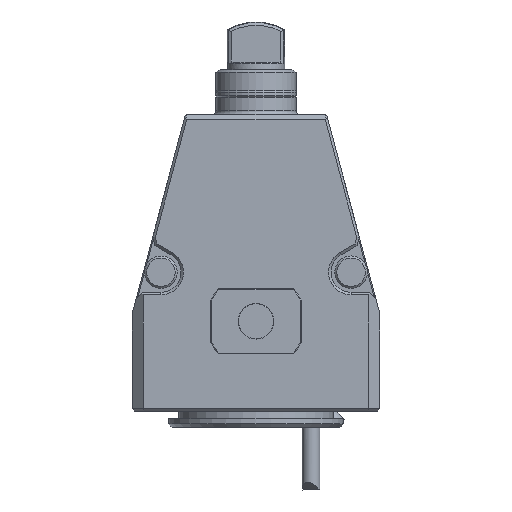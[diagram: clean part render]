
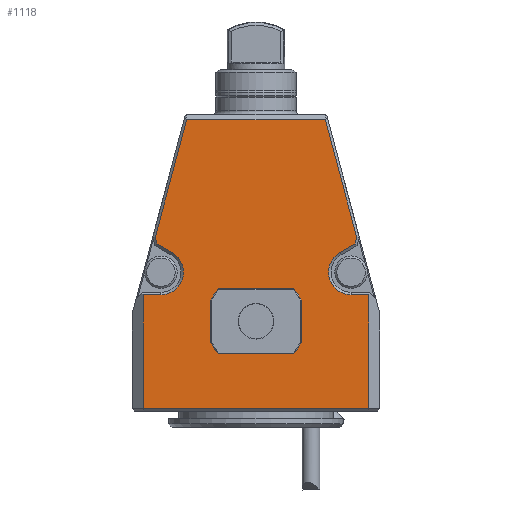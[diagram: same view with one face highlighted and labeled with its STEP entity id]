
A CAD part, left-side view. The second image highlights one B-rep face of the part: STEP entity #1118.
In plain terms, the highlighted planar face has unit normal (-1, 0, 0).
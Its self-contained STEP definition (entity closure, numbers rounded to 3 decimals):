
#251=LINE('',#6539,#574);
#256=LINE('',#6553,#579);
#259=LINE('',#6559,#582);
#264=LINE('',#6568,#587);
#290=LINE('',#6616,#613);
#292=LINE('',#6622,#615);
#295=LINE('',#6628,#618);
#297=LINE('',#6632,#620);
#299=LINE('',#6638,#622);
#307=LINE('',#6653,#630);
#325=LINE('',#6703,#648);
#327=LINE('',#6706,#650);
#329=LINE('',#6709,#652);
#330=LINE('',#6714,#653);
#331=LINE('',#6718,#654);
#332=LINE('',#6722,#655);
#574=VECTOR('',#4900,1.);
#579=VECTOR('',#4913,1.);
#582=VECTOR('',#4918,1.);
#587=VECTOR('',#4925,1.);
#613=VECTOR('',#4971,1.);
#615=VECTOR('',#4979,1.);
#618=VECTOR('',#4984,1.);
#620=VECTOR('',#4988,1.);
#622=VECTOR('',#4996,1.);
#630=VECTOR('',#5010,1.);
#648=VECTOR('',#5060,1.);
#650=VECTOR('',#5064,1.);
#652=VECTOR('',#5068,1.);
#653=VECTOR('',#5071,1.);
#654=VECTOR('',#5074,1.);
#655=VECTOR('',#5077,1.);
#810=FACE_BOUND('',#1712,.T.);
#811=FACE_BOUND('',#1713,.T.);
#1118=ADVANCED_FACE('',(#810,#811),#1343,.T.);
#1343=PLANE('',#4281);
#1712=EDGE_LOOP('',(#2452,#2453,#2454,#2455,#2456,#2457,#2458,#2459));
#1713=EDGE_LOOP('',(#2460,#2461,#2462,#2463,#2464,#2465,#2466,#2467,#2468,
#2469,#2470,#2471,#2472,#2473));
#2452=ORIENTED_EDGE('',*,*,#3710,.F.);
#2453=ORIENTED_EDGE('',*,*,#3711,.F.);
#2454=ORIENTED_EDGE('',*,*,#3712,.F.);
#2455=ORIENTED_EDGE('',*,*,#3713,.F.);
#2456=ORIENTED_EDGE('',*,*,#3714,.T.);
#2457=ORIENTED_EDGE('',*,*,#3715,.F.);
#2458=ORIENTED_EDGE('',*,*,#3716,.T.);
#2459=ORIENTED_EDGE('',*,*,#3717,.F.);
#2460=ORIENTED_EDGE('',*,*,#3708,.F.);
#2461=ORIENTED_EDGE('',*,*,#3706,.T.);
#2462=ORIENTED_EDGE('',*,*,#3681,.T.);
#2463=ORIENTED_EDGE('',*,*,#3673,.T.);
#2464=ORIENTED_EDGE('',*,*,#3672,.T.);
#2465=ORIENTED_EDGE('',*,*,#3670,.T.);
#2466=ORIENTED_EDGE('',*,*,#3668,.T.);
#2467=ORIENTED_EDGE('',*,*,#3665,.T.);
#2468=ORIENTED_EDGE('',*,*,#3662,.T.);
#2469=ORIENTED_EDGE('',*,*,#3636,.T.);
#2470=ORIENTED_EDGE('',*,*,#3631,.T.);
#2471=ORIENTED_EDGE('',*,*,#3628,.T.);
#2472=ORIENTED_EDGE('',*,*,#3625,.T.);
#2473=ORIENTED_EDGE('',*,*,#3621,.T.);
#3168=VERTEX_POINT('',#6448);
#3188=VERTEX_POINT('',#6537);
#3190=VERTEX_POINT('',#6540);
#3193=VERTEX_POINT('',#6548);
#3195=VERTEX_POINT('',#6554);
#3197=VERTEX_POINT('',#6560);
#3199=VERTEX_POINT('',#6566);
#3211=VERTEX_POINT('',#6614);
#3213=VERTEX_POINT('',#6623);
#3214=VERTEX_POINT('',#6627);
#3215=VERTEX_POINT('',#6631);
#3216=VERTEX_POINT('',#6635);
#3217=VERTEX_POINT('',#6639);
#3231=VERTEX_POINT('',#6700);
#3233=VERTEX_POINT('',#6710);
#3234=VERTEX_POINT('',#6711);
#3235=VERTEX_POINT('',#6713);
#3236=VERTEX_POINT('',#6715);
#3237=VERTEX_POINT('',#6717);
#3238=VERTEX_POINT('',#6719);
#3239=VERTEX_POINT('',#6721);
#3240=VERTEX_POINT('',#6723);
#3621=EDGE_CURVE('',#3190,#3188,#251,.T.);
#3625=EDGE_CURVE('',#3193,#3190,#3983,.T.);
#3628=EDGE_CURVE('',#3195,#3193,#256,.T.);
#3631=EDGE_CURVE('',#3197,#3195,#259,.T.);
#3636=EDGE_CURVE('',#3199,#3197,#264,.T.);
#3662=EDGE_CURVE('',#3211,#3199,#290,.T.);
#3665=EDGE_CURVE('',#3213,#3211,#292,.T.);
#3668=EDGE_CURVE('',#3214,#3213,#295,.T.);
#3670=EDGE_CURVE('',#3215,#3214,#297,.T.);
#3672=EDGE_CURVE('',#3216,#3215,#3986,.T.);
#3673=EDGE_CURVE('',#3217,#3216,#299,.T.);
#3681=EDGE_CURVE('',#3168,#3217,#307,.T.);
#3706=EDGE_CURVE('',#3231,#3168,#325,.T.);
#3708=EDGE_CURVE('',#3231,#3188,#327,.T.);
#3710=EDGE_CURVE('',#3233,#3234,#329,.T.);
#3711=EDGE_CURVE('',#3235,#3233,#3992,.T.);
#3712=EDGE_CURVE('',#3236,#3235,#330,.T.);
#3713=EDGE_CURVE('',#3237,#3236,#3993,.T.);
#3714=EDGE_CURVE('',#3237,#3238,#331,.T.);
#3715=EDGE_CURVE('',#3239,#3238,#3994,.T.);
#3716=EDGE_CURVE('',#3239,#3240,#332,.T.);
#3717=EDGE_CURVE('',#3234,#3240,#3995,.T.);
#3983=CIRCLE('',#4233,9.);
#3986=CIRCLE('',#4254,9.);
#3992=CIRCLE('',#4277,19.89);
#3993=CIRCLE('',#4278,19.89);
#3994=CIRCLE('',#4279,19.89);
#3995=CIRCLE('',#4280,19.89);
#4233=AXIS2_PLACEMENT_3D('',#6547,#4906,#4907);
#4254=AXIS2_PLACEMENT_3D('',#6636,#4992,#4993);
#4277=AXIS2_PLACEMENT_3D('',#6712,#5069,#5070);
#4278=AXIS2_PLACEMENT_3D('',#6716,#5072,#5073);
#4279=AXIS2_PLACEMENT_3D('',#6720,#5075,#5076);
#4280=AXIS2_PLACEMENT_3D('',#6724,#5078,#5079);
#4281=AXIS2_PLACEMENT_3D('',#6725,#5080,#5081);
#4900=DIRECTION('',(0.,1.,0.));
#4906=DIRECTION('',(1.,0.,0.));
#4907=DIRECTION('',(0.,0.,1.));
#4913=DIRECTION('',(0.,-0.866,-0.5));
#4918=DIRECTION('',(0.,-0.259,-0.966));
#4925=DIRECTION('',(0.,0.259,-0.966));
#4971=DIRECTION('',(0.,1.,0.));
#4979=DIRECTION('',(0.,0.259,0.966));
#4984=DIRECTION('',(0.,-0.259,0.966));
#4988=DIRECTION('',(0.,-0.866,0.5));
#4992=DIRECTION('',(1.,0.,0.));
#4993=DIRECTION('',(0.,0.,1.));
#4996=DIRECTION('',(0.,1.,0.));
#5010=DIRECTION('',(0.,0.,1.));
#5060=DIRECTION('',(0.,-1.,0.));
#5064=DIRECTION('',(0.,0.,1.));
#5068=DIRECTION('',(0.,0.,-1.));
#5069=DIRECTION('',(-1.,0.,0.));
#5070=DIRECTION('',(0.,-1.,0.));
#5071=DIRECTION('',(0.,1.,0.));
#5072=DIRECTION('',(-1.,0.,0.));
#5073=DIRECTION('',(0.,-1.,0.));
#5074=DIRECTION('',(0.,0.,-1.));
#5075=DIRECTION('',(-1.,0.,0.));
#5076=DIRECTION('',(0.,-1.,0.));
#5077=DIRECTION('',(0.,1.,0.));
#5078=DIRECTION('',(-1.,0.,0.));
#5079=DIRECTION('',(0.,-1.,0.));
#5080=DIRECTION('',(-1.,0.,0.));
#5081=DIRECTION('',(0.,0.,-1.));
#6448=CARTESIAN_POINT('',(-57.5,-45.,-27.5));
#6537=CARTESIAN_POINT('',(-57.5,45.,18.));
#6539=CARTESIAN_POINT('',(-57.5,49.5,18.));
#6540=CARTESIAN_POINT('',(-57.5,38.,18.));
#6547=CARTESIAN_POINT('',(-57.5,38.,27.));
#6548=CARTESIAN_POINT('',(-57.5,33.5,34.794));
#6553=CARTESIAN_POINT('',(-57.5,69.405,55.524));
#6554=CARTESIAN_POINT('',(-57.5,39.515,38.267));
#6559=CARTESIAN_POINT('',(-57.5,53.117,89.031));
#6560=CARTESIAN_POINT('',(-57.5,40.254,41.023));
#6566=CARTESIAN_POINT('',(-57.5,27.667,88.));
#6568=CARTESIAN_POINT('',(-57.5,28.629,84.408));
#6614=CARTESIAN_POINT('',(-57.5,-27.667,88.));
#6616=CARTESIAN_POINT('',(-57.5,49.5,88.));
#6622=CARTESIAN_POINT('',(-57.5,-21.997,109.158));
#6623=CARTESIAN_POINT('',(-57.5,-40.254,41.023));
#6627=CARTESIAN_POINT('',(-57.5,-39.515,38.267));
#6628=CARTESIAN_POINT('',(-57.5,-46.486,64.281));
#6631=CARTESIAN_POINT('',(-57.5,-33.5,34.794));
#6632=CARTESIAN_POINT('',(-57.5,4.845,12.656));
#6635=CARTESIAN_POINT('',(-57.5,-38.,18.));
#6636=CARTESIAN_POINT('',(-57.5,-38.,27.));
#6638=CARTESIAN_POINT('',(-57.5,49.5,18.));
#6639=CARTESIAN_POINT('',(-57.5,-45.,18.));
#6653=CARTESIAN_POINT('',(-57.5,-45.,-210.118));
#6700=CARTESIAN_POINT('',(-57.5,45.,-27.5));
#6703=CARTESIAN_POINT('',(-57.5,49.5,-27.5));
#6706=CARTESIAN_POINT('',(-57.5,45.,-210.118));
#6709=CARTESIAN_POINT('',(-57.5,17.999,90.));
#6710=CARTESIAN_POINT('',(-57.5,17.999,15.863));
#6711=CARTESIAN_POINT('',(-57.5,17.999,-1.061));
#6712=CARTESIAN_POINT('',(-57.5,-0.001,7.401));
#6713=CARTESIAN_POINT('',(-57.5,15.053,20.401));
#6714=CARTESIAN_POINT('',(-57.5,49.5,20.401));
#6715=CARTESIAN_POINT('',(-57.5,-15.055,20.401));
#6716=CARTESIAN_POINT('',(-57.5,-0.001,7.401));
#6717=CARTESIAN_POINT('',(-57.5,-18.001,15.863));
#6718=CARTESIAN_POINT('',(-57.5,-18.001,90.));
#6719=CARTESIAN_POINT('',(-57.5,-18.001,-1.061));
#6720=CARTESIAN_POINT('',(-57.5,-0.001,7.401));
#6721=CARTESIAN_POINT('',(-57.5,-15.055,-5.599));
#6722=CARTESIAN_POINT('',(-57.5,49.5,-5.599));
#6723=CARTESIAN_POINT('',(-57.5,15.053,-5.599));
#6724=CARTESIAN_POINT('',(-57.5,-0.001,7.401));
#6725=CARTESIAN_POINT('',(-57.5,49.5,90.));
